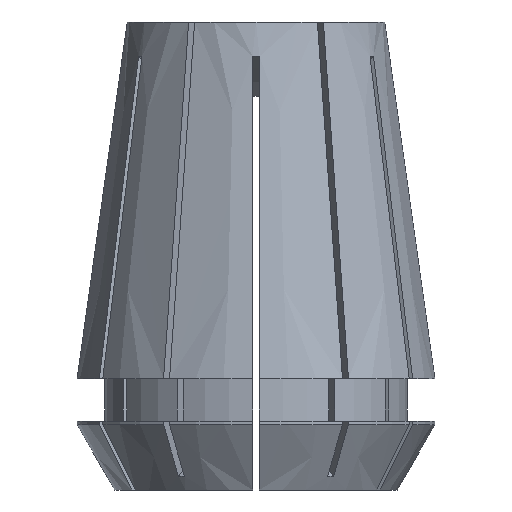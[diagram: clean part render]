
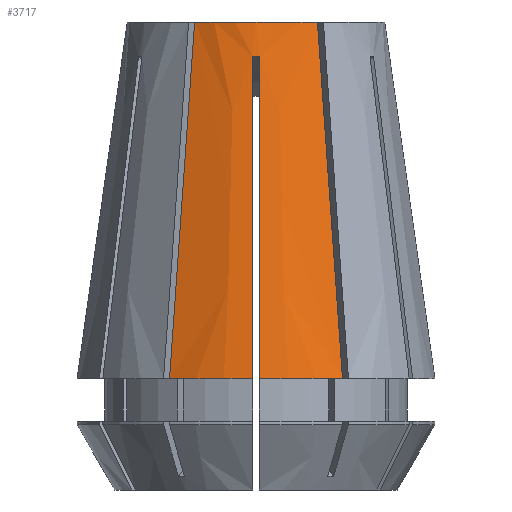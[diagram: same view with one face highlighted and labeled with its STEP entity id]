
A CAD part, front view. The second image highlights one B-rep face of the part: STEP entity #3717.
In plain terms, the highlighted conical face has half-angle 8 degrees and reference radius 13 mm.
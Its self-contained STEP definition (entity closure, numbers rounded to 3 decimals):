
#1 = B_SPLINE_CURVE_WITH_KNOTS ( 'NONE', 3,
 ( #862, #2743, #2301, #1595, #552, #3117, #2704 ),
 .UNSPECIFIED., .F., .F.,
 ( 4, 3, 4 ),
 ( 0., 0.016, 0.026 ),
 .UNSPECIFIED. ) ;
#93 = ORIENTED_EDGE ( 'NONE', *, *, #3987, .T. ) ;
#112 = AXIS2_PLACEMENT_3D ( 'NONE', #365, #3325, #2538 ) ;
#174 = DIRECTION ( 'NONE',  ( 1., 0., 0. ) ) ;
#331 = EDGE_CURVE ( 'NONE', #3816, #780, #3527, .T. ) ;
#348 = CARTESIAN_POINT ( 'NONE',  ( 4.462, -8.228, 0. ) ) ;
#350 = CONICAL_SURFACE ( 'NONE', #1604, 13., 0.14 ) ;
#365 = CARTESIAN_POINT ( 'NONE',  ( 0., 0., 0. ) ) ;
#386 = AXIS2_PLACEMENT_3D ( 'NONE', #1268, #2391, #174 ) ;
#420 = VERTEX_POINT ( 'NONE', #3392 ) ;
#492 = CARTESIAN_POINT ( 'NONE',  ( 0.25, -9.709, -2.502 ) ) ;
#552 = CARTESIAN_POINT ( 'NONE',  ( -5.831, -10.6, -19.482 ) ) ;
#599 = CARTESIAN_POINT ( 'NONE',  ( -0.25, -12.998, -25.9 ) ) ;
#702 = ORIENTED_EDGE ( 'NONE', *, *, #3906, .T. ) ;
#780 = VERTEX_POINT ( 'NONE', #4702 ) ;
#837 = EDGE_LOOP ( 'NONE', ( #1227, #1820, #1642, #1968, #2898, #702, #1704, #93 ) ) ;
#862 = CARTESIAN_POINT ( 'NONE',  ( -4.462, -8.228, 0. ) ) ;
#924 = VERTEX_POINT ( 'NONE', #1473 ) ;
#955 = CARTESIAN_POINT ( 'NONE',  ( 0.25, -11.902, -18.101 ) ) ;
#1045 = CARTESIAN_POINT ( 'NONE',  ( -6.282, -11.382, -25.9 ) ) ;
#1129 = VERTEX_POINT ( 'NONE', #3809 ) ;
#1227 = ORIENTED_EDGE ( 'NONE', *, *, #2446, .F. ) ;
#1258 = DIRECTION ( 'NONE',  ( -1., 0., 0. ) ) ;
#1268 = CARTESIAN_POINT ( 'NONE',  ( 0., 0., -25.9 ) ) ;
#1467 = B_SPLINE_CURVE_WITH_KNOTS ( 'NONE', 3,
 ( #3542, #4273, #2057, #2740, #3472, #3112, #4646 ),
 .UNSPECIFIED., .F., .F.,
 ( 4, 3, 4 ),
 ( 0., 0.016, 0.026 ),
 .UNSPECIFIED. ) ;
#1473 = CARTESIAN_POINT ( 'NONE',  ( 0.25, -12.998, -25.9 ) ) ;
#1524 = B_SPLINE_CURVE_WITH_KNOTS ( 'NONE', 3,
 ( #3170, #955, #2809, #1686 ),
 .UNSPECIFIED., .F., .F.,
 ( 4, 4 ),
 ( 0.018, 0.042 ),
 .UNSPECIFIED. ) ;
#1541 = CIRCLE ( 'NONE', #386, 13. ) ;
#1595 = CARTESIAN_POINT ( 'NONE',  ( -5.606, -10.21, -16.273 ) ) ;
#1597 = CIRCLE ( 'NONE', #2588, 13. ) ;
#1604 = AXIS2_PLACEMENT_3D ( 'NONE', #3062, #3480, #1258 ) ;
#1642 = ORIENTED_EDGE ( 'NONE', *, *, #2849, .T. ) ;
#1686 = CARTESIAN_POINT ( 'NONE',  ( 0.25, -9.709, -2.502 ) ) ;
#1704 = ORIENTED_EDGE ( 'NONE', *, *, #3801, .F. ) ;
#1820 = ORIENTED_EDGE ( 'NONE', *, *, #3144, .F. ) ;
#1842 = VERTEX_POINT ( 'NONE', #492 ) ;
#1968 = ORIENTED_EDGE ( 'NONE', *, *, #4325, .T. ) ;
#2057 = CARTESIAN_POINT ( 'NONE',  ( 5.225, -9.549, -10.849 ) ) ;
#2064 = CIRCLE ( 'NONE', #112, 9.36 ) ;
#2129 = CARTESIAN_POINT ( 'NONE',  ( 0.25, -9.709, -2.502 ) ) ;
#2149 = CARTESIAN_POINT ( 'NONE',  ( -0.25, -11.902, -18.101 ) ) ;
#2189 = CARTESIAN_POINT ( 'NONE',  ( 0., 0., -25.9 ) ) ;
#2214 = VERTEX_POINT ( 'NONE', #348 ) ;
#2290 = B_SPLINE_CURVE_WITH_KNOTS ( 'NONE', 3,
 ( #3934, #3220, #4419, #2129 ),
 .UNSPECIFIED., .F., .F.,
 ( 4, 4 ),
 ( 0., 0.001 ),
 .UNSPECIFIED. ) ;
#2300 = FACE_OUTER_BOUND ( 'NONE', #837, .T. ) ;
#2301 = CARTESIAN_POINT ( 'NONE',  ( -5.225, -9.549, -10.849 ) ) ;
#2391 = DIRECTION ( 'NONE',  ( 0., 0., 1. ) ) ;
#2446 = EDGE_CURVE ( 'NONE', #2214, #420, #1467, .T. ) ;
#2538 = DIRECTION ( 'NONE',  ( 1., 0., 0. ) ) ;
#2588 = AXIS2_PLACEMENT_3D ( 'NONE', #2189, #3245, #4755 ) ;
#2704 = CARTESIAN_POINT ( 'NONE',  ( -6.282, -11.382, -25.9 ) ) ;
#2740 = CARTESIAN_POINT ( 'NONE',  ( 5.606, -10.21, -16.273 ) ) ;
#2743 = CARTESIAN_POINT ( 'NONE',  ( -4.843, -8.889, -5.424 ) ) ;
#2809 = CARTESIAN_POINT ( 'NONE',  ( 0.25, -10.805, -10.301 ) ) ;
#2849 = EDGE_CURVE ( 'NONE', #1129, #3997, #1, .T. ) ;
#2898 = ORIENTED_EDGE ( 'NONE', *, *, #331, .T. ) ;
#3062 = CARTESIAN_POINT ( 'NONE',  ( 0., 0., -25.9 ) ) ;
#3112 = CARTESIAN_POINT ( 'NONE',  ( 6.057, -10.991, -22.691 ) ) ;
#3117 = CARTESIAN_POINT ( 'NONE',  ( -6.057, -10.991, -22.691 ) ) ;
#3144 = EDGE_CURVE ( 'NONE', #1129, #2214, #2064, .T. ) ;
#3170 = CARTESIAN_POINT ( 'NONE',  ( 0.25, -12.998, -25.9 ) ) ;
#3220 = CARTESIAN_POINT ( 'NONE',  ( -0.083, -9.713, -2.499 ) ) ;
#3245 = DIRECTION ( 'NONE',  ( 0., 0., 1. ) ) ;
#3267 = CARTESIAN_POINT ( 'NONE',  ( -0.25, -9.709, -2.502 ) ) ;
#3325 = DIRECTION ( 'NONE',  ( 0., 0., 1. ) ) ;
#3392 = CARTESIAN_POINT ( 'NONE',  ( 6.282, -11.382, -25.9 ) ) ;
#3472 = CARTESIAN_POINT ( 'NONE',  ( 5.831, -10.6, -19.482 ) ) ;
#3480 = DIRECTION ( 'NONE',  ( 0., 0., -1. ) ) ;
#3527 = B_SPLINE_CURVE_WITH_KNOTS ( 'NONE', 3,
 ( #4394, #2149, #4408, #3267 ),
 .UNSPECIFIED., .F., .F.,
 ( 4, 4 ),
 ( 0.018, 0.042 ),
 .UNSPECIFIED. ) ;
#3542 = CARTESIAN_POINT ( 'NONE',  ( 4.462, -8.228, 0. ) ) ;
#3717 = ADVANCED_FACE ( 'NONE', ( #2300 ), #350, .T. ) ;
#3801 = EDGE_CURVE ( 'NONE', #924, #1842, #1524, .T. ) ;
#3809 = CARTESIAN_POINT ( 'NONE',  ( -4.462, -8.228, 0. ) ) ;
#3816 = VERTEX_POINT ( 'NONE', #599 ) ;
#3906 = EDGE_CURVE ( 'NONE', #780, #1842, #2290, .T. ) ;
#3934 = CARTESIAN_POINT ( 'NONE',  ( -0.25, -9.709, -2.502 ) ) ;
#3987 = EDGE_CURVE ( 'NONE', #924, #420, #1597, .T. ) ;
#3997 = VERTEX_POINT ( 'NONE', #1045 ) ;
#4273 = CARTESIAN_POINT ( 'NONE',  ( 4.843, -8.889, -5.424 ) ) ;
#4325 = EDGE_CURVE ( 'NONE', #3997, #3816, #1541, .T. ) ;
#4394 = CARTESIAN_POINT ( 'NONE',  ( -0.25, -12.998, -25.9 ) ) ;
#4408 = CARTESIAN_POINT ( 'NONE',  ( -0.25, -10.805, -10.301 ) ) ;
#4419 = CARTESIAN_POINT ( 'NONE',  ( 0.083, -9.713, -2.499 ) ) ;
#4646 = CARTESIAN_POINT ( 'NONE',  ( 6.282, -11.382, -25.9 ) ) ;
#4702 = CARTESIAN_POINT ( 'NONE',  ( -0.25, -9.709, -2.502 ) ) ;
#4755 = DIRECTION ( 'NONE',  ( 1., 0., 0. ) ) ;
